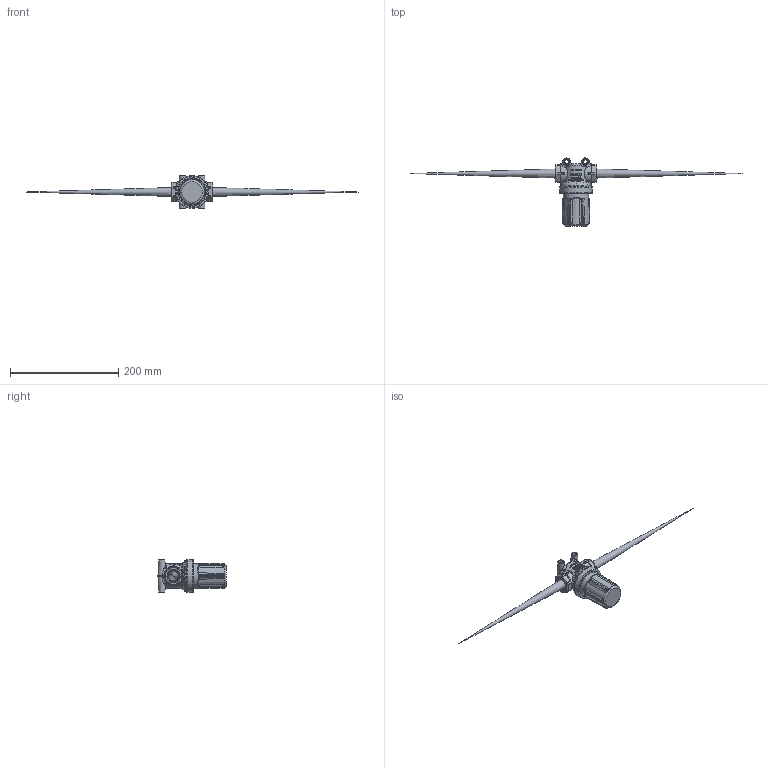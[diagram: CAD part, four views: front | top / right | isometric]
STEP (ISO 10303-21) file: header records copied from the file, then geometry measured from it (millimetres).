
FILE_DESCRIPTION(/* description */ ('1/2" T-Strainer w/ Clear Bowl - 30 Mesh'),/* implementation_level */ '2;1');
FILE_NAME(/* name */ 'LSTM050-30C.stp',/* time_stamp */ '2020-05-12T11:17:30-04:00',/* author */ ('areid'),/* organization */ (''),/* preprocessor_version */ 'ST-DEVELOPER v17.2',/* originating_system */ 'Autodesk Inventor 2019',/* authorisation */ '');
FILE_SCHEMA (('AUTOMOTIVE_DESIGN { 1 0 10303 214 3 1 1 }'));
Length unit declared in the file: inch
Products named in the file (5): LSTM050-30C; LSTM050H; LSTM050G; LST530; LSTM050BC
Assembly tree (4 placements, depth 2):
  LSTM050-30C
    LSTM050H
    LSTM050G
    LST530
    LSTM050BC
Bounding box: 612.64 x 125.65 x 60.2 mm (x, y, z)
Volume: 133621.1 mm3; surface area: 123047 mm2
Topology: 4 solids, 4 shells, 1387 faces, 3682 edges, 2343 vertices
Faces by surface type: plane 559, bspline 516, cylinder 189, torus 49, cone 47, sphere 27
Full cylindrical faces by diameter (mm): 18.542 x8, 20.32 x1, 23.812 x1, 27.965 x1, 30.734 x1, 39.624 x1, 39.7 x1, 46.228 x3, 47.244 x1, 47.269 x1, 48.044 x2, 50.838 x2, 52.654 x3, 57.15 x1, 60.198 x1
Entity records: 91864 total; most frequent: CARTESIAN_POINT 60510, ORIENTED_EDGE 7264, DIRECTION 5223, EDGE_CURVE 3632, VERTEX_POINT 2339, AXIS2_PLACEMENT_3D 1925, EDGE_LOOP 1485, FACE_OUTER_BOUND 1387
